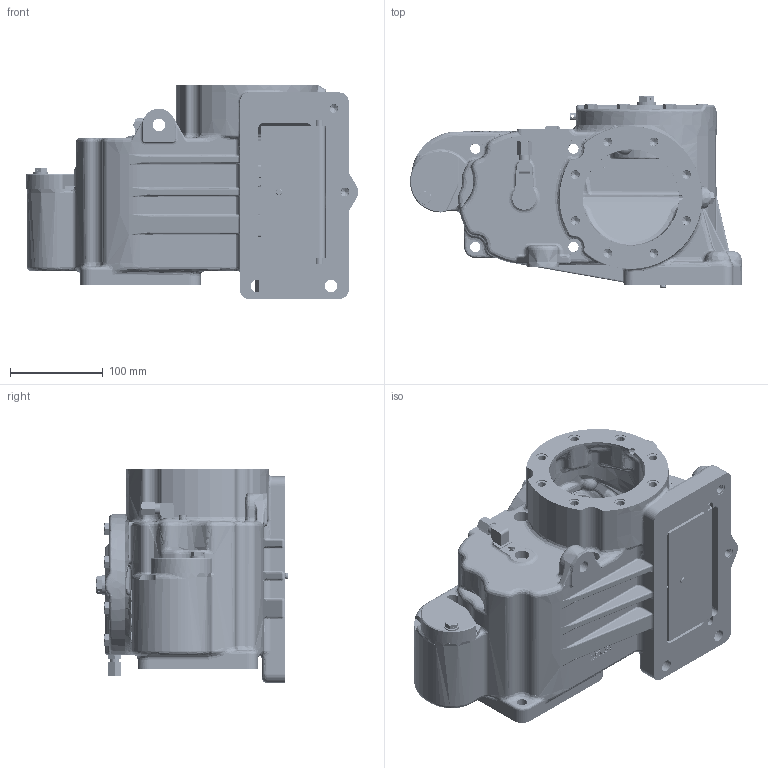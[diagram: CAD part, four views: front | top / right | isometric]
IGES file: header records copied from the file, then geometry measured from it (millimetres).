
Start section: SolidWorks IGES file using analytic representation for surfaces
Global section: file name: GVL80_250752.IGS; native system: SolidWorks 2010; preprocessor: SolidWorks 2010; author: larsenr; date: 141124.150842; units: millimetre
Bounding box: 358.5 x 206.6 x 231 mm (x, y, z)
Surface area: 768768.6 mm2 (no closed solid volume)
Topology: 0 solids, 0 shells, 3910 faces, 51918 edges, 51676 vertices
Faces by surface type: bspline 2404, revolution 1506
